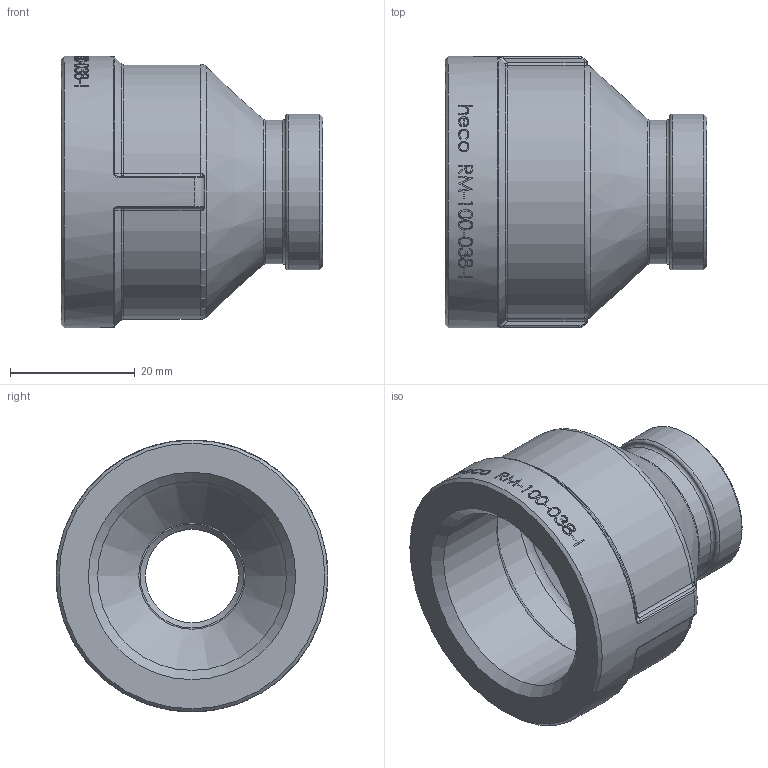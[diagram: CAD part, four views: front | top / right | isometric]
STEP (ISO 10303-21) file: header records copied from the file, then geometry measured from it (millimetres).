
FILE_DESCRIPTION (( 'STEP AP214' ), '1' );
FILE_NAME ('heco_RM-100-038-I Reduziermuffe 2305.STEP', '2023-05-09T11:36:46', ( '' ), ( '' ), 'SwSTEP 2.0', 'SolidWorks 2019', '' );
FILE_SCHEMA (( 'AUTOMOTIVE_DESIGN' ));
Length unit declared in the file: millimetre
Products named in the file (1): heco_RM-100-038-I Reduziermuffe 2305
Bounding box: 42 x 43.6 x 43.6 mm (x, y, z)
Volume: 18197.8 mm3; surface area: 10290.2 mm2
Topology: 1 solids, 1 shells, 260 faces, 653 edges, 421 vertices
Faces by surface type: bspline 122, plane 70, cylinder 40, torus 14, cone 10, sphere 4
Full cylindrical faces by diameter (mm): 14.95 x1, 23 x1, 25 x1, 30.291 x1, 36.4 x1, 43.6 x1
Entity records: 15252 total; most frequent: CARTESIAN_POINT 8038, ORIENTED_EDGE 1252, DIRECTION 734, EDGE_CURVE 626, VERTEX_POINT 414, EDGE_LOOP 306, B_SPLINE_CURVE_WITH_KNOTS 290, FACE_OUTER_BOUND 270
